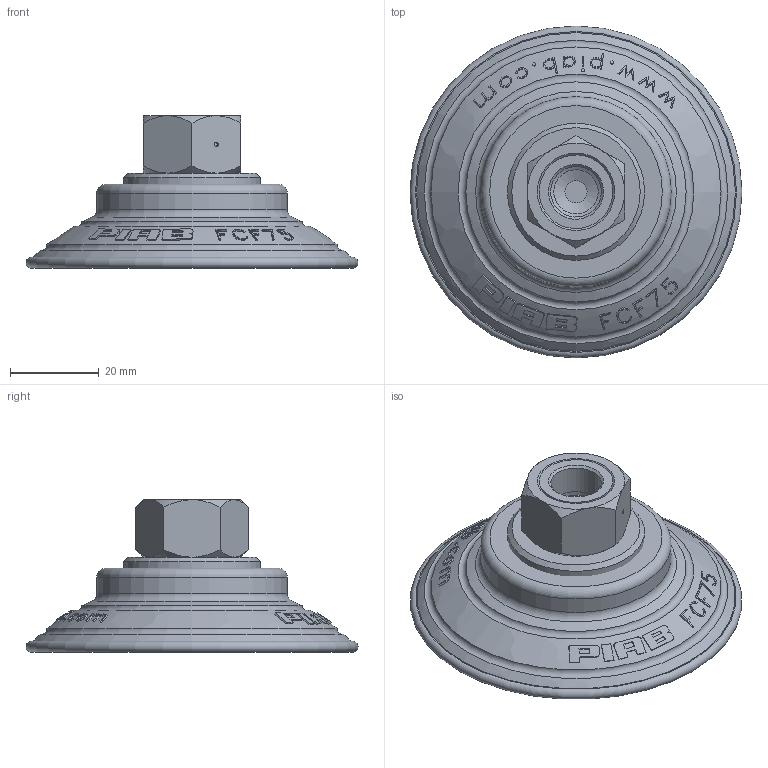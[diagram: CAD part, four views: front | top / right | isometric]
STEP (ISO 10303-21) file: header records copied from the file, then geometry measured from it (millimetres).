
FILE_DESCRIPTION( ( 'Unknown' ), '1' );
FILE_NAME( 'SE-0409865.stp', 'Unknown', ( 'Unknown' ), ( 'Unknown' ), 'PSStep 17.0.49', 'Unknown', ' ' );
FILE_SCHEMA( ( 'AUTOMOTIVE_DESIGN { 1 0 10303 214 1 1 1 1 }' ) );
Length unit declared in the file: millimetre
Products named in the file (10): 0118297; 0118291; 0117772; 3113636; 0117251; 0119329; 0119542; 0118429; Assem1; SE-0409470
Assembly tree (9 placements, depth 4):
  Assem1
    SE-0409470
    0118429
      0117251
        0119329
        0119542
      0118297
        0118291
        0117772
        3113636
Bounding box: 75 x 75 x 34.5 mm (x, y, z)
Volume: 58136.2 mm3; surface area: 18684 mm2
Topology: 6 solids, 15 shells, 917 faces, 2518 edges, 1667 vertices
Faces by surface type: plane 677, cylinder 153, bspline 42, cone 36, torus 9
Full cylindrical faces by diameter (mm): 1 x1, 5 x1, 8.8 x1, 8.917 x1, 10 x3, 11.445 x2, 13.5 x1, 15.25 x2, 16.662 x1, 21 x1, 31 x1, 38 x1, 43 x1
Entity records: 37905 total; most frequent: CARTESIAN_POINT 9975, ORIENTED_EDGE 4920, DIRECTION 3225, EDGE_CURVE 2460, VERTEX_POINT 1655, B_SPLINE_CURVE_WITH_KNOTS 1344, AXIS2_PLACEMENT_3D 1221, EDGE_LOOP 1005
